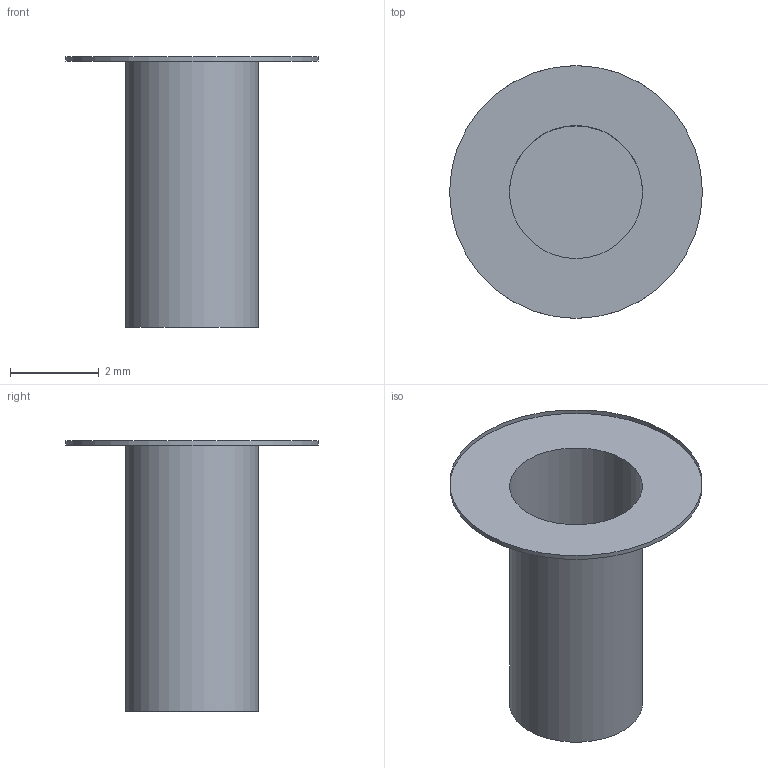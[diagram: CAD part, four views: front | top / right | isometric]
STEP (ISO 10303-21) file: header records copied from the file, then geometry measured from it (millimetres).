
FILE_DESCRIPTION(('FreeCAD Model'),'2;1');
FILE_NAME('m3_6mm_BHCS.STEP' ,'2016-12-07T12:28:02',('Author'),(''), 'Open CASCADE STEP processor 6.9','FreeCAD','Unknown');
FILE_SCHEMA(('AUTOMOTIVE_DESIGN_CC2 { 1 2 10303 214 -1 1 5 4 }'));
Length unit declared in the file: millimetre
Products named in the file (2): ASSEMBLY; Revolution
Assembly tree (1 placements, depth 2):
  ASSEMBLY
    Revolution
Bounding box: 5.7 x 5.7 x 6.1 mm (x, y, z)
Volume: 31.6 mm3; surface area: 83.9 mm2
Topology: 1 solids, 1 shells, 5 faces, 6 edges, 4 vertices
Faces by surface type: cylinder 2, plane 2, revolution 1
Full cylindrical faces by diameter (mm): 3 x1, 5.7 x1
Entity records: 248 total; most frequent: DIRECTION 41, CARTESIAN_POINT 34, ORIENTED_EDGE 14, PCURVE 14, DEFINITIONAL_REPRESENTATION 14, LINE 13, VECTOR 13, AXIS2_PLACEMENT_3D 12
